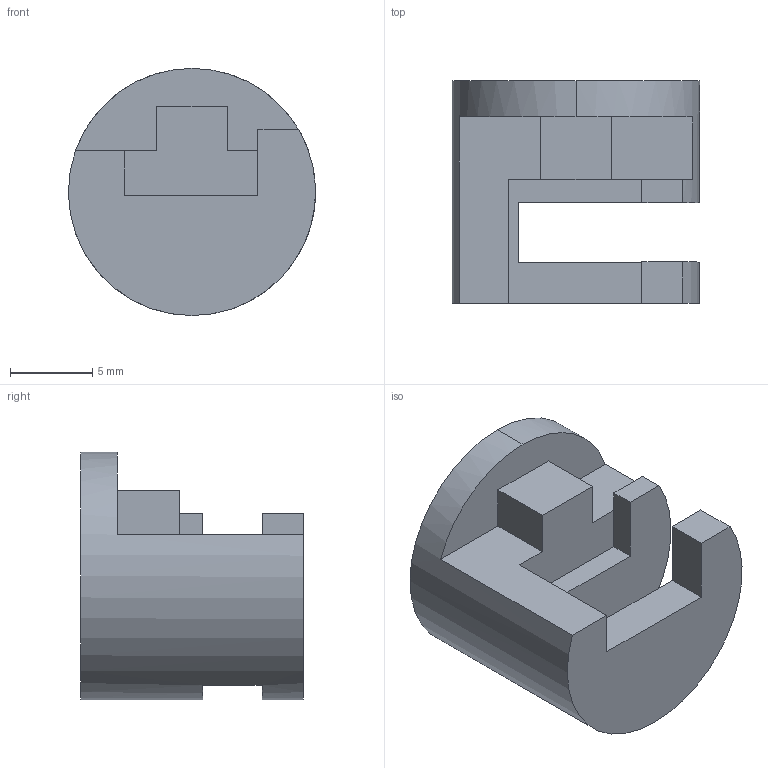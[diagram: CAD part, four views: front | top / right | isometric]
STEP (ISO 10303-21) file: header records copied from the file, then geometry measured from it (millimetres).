
FILE_DESCRIPTION (( 'STEP AP214' ), '1' );
FILE_NAME ('F002517,F002518,F003079_3D.step', '2022-11-21T18:14:06', ( '' ), ( '' ), 'SwSTEP 2.0', 'SolidWorks 2020', '' );
FILE_SCHEMA (( 'AUTOMOTIVE_DESIGN' ));
Length unit declared in the file: millimetre
Products named in the file (1): F002517,F002518,F003079_3D
Bounding box: 15 x 13.5 x 15 mm (x, y, z)
Volume: 1342.3 mm3; surface area: 1176.4 mm2
Topology: 1 solids, 1 shells, 39 faces, 107 edges, 71 vertices
Faces by surface type: plane 32, cylinder 7
Entity records: 1266 total; most frequent: CARTESIAN_POINT 218, ORIENTED_EDGE 214, DIRECTION 206, EDGE_CURVE 107, LINE 88, VECTOR 88, VERTEX_POINT 71, AXIS2_PLACEMENT_3D 59
